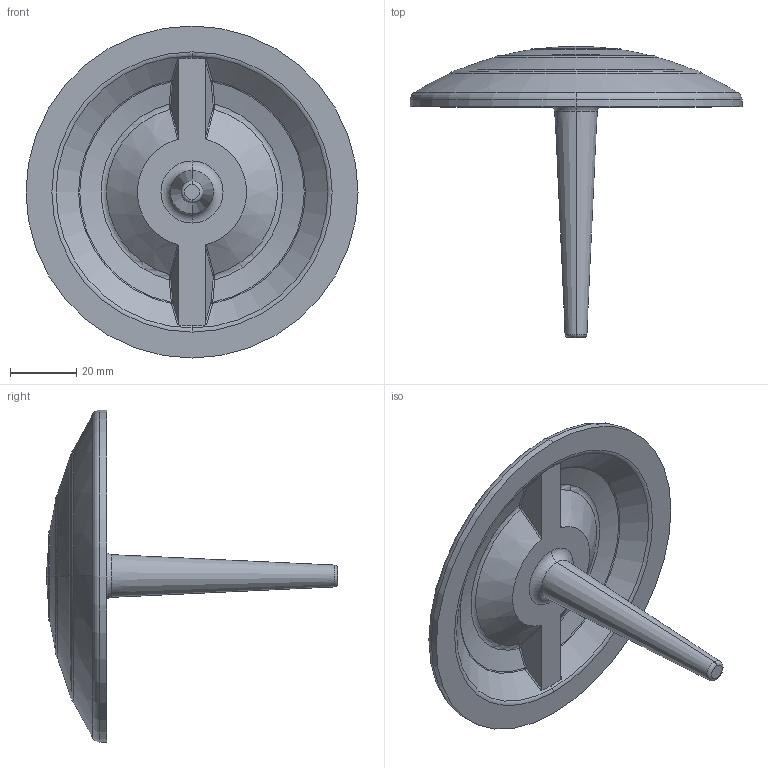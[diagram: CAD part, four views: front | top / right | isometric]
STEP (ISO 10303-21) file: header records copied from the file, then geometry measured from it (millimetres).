
FILE_DESCRIPTION (( 'STEP AP214' ), '1' );
FILE_NAME ('MK 100D mit Dolle_Alu.STEP', '2021-02-04T14:02:25', ( 'Huth' ), ( '' ), 'SwSTEP 2.0', 'SolidWorks 2020', '' );
FILE_SCHEMA (( 'AUTOMOTIVE_DESIGN' ));
Length unit declared in the file: millimetre
Products named in the file (1): MK 100D mit Dolle_Alu
Bounding box: 100 x 87.7 x 100 mm (x, y, z)
Volume: 71981.8 mm3; surface area: 20465 mm2
Topology: 1 solids, 1 shells, 77 faces, 174 edges, 101 vertices
Faces by surface type: torus 24, bspline 20, sphere 14, cone 8, plane 7, cylinder 4
Entity records: 2552 total; most frequent: CARTESIAN_POINT 885, DIRECTION 356, ORIENTED_EDGE 348, EDGE_CURVE 174, AXIS2_PLACEMENT_3D 172, CIRCLE 114, VERTEX_POINT 101, EDGE_LOOP 79
